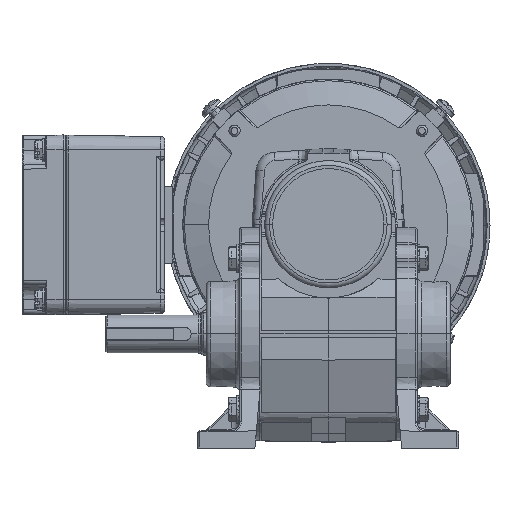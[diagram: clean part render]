
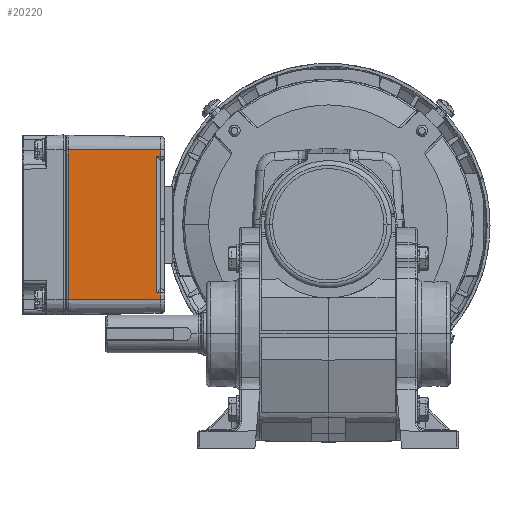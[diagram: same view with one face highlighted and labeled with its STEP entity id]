
A CAD part, top view. The second image highlights one B-rep face of the part: STEP entity #20220.
In plain terms, the highlighted face is planar.
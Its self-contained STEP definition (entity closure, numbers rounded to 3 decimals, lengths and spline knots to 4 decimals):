
#5559 = LINE ( 'NONE', #7621, #5561 ) ;
#5560 = LINE ( 'NONE', #7631, #5568 ) ;
#5561 = VECTOR ( 'NONE', #7622, 39.3701 ) ;
#5562 = LINE ( 'NONE', #7630, #5564 ) ;
#5563 = LINE ( 'NONE', #7635, #5566 ) ;
#5564 = VECTOR ( 'NONE', #7626, 39.3701 ) ;
#5565 = LINE ( 'NONE', #7643, #5573 ) ;
#5566 = VECTOR ( 'NONE', #7637, 39.3701 ) ;
#5567 = LINE ( 'NONE', #7639, #5570 ) ;
#5568 = VECTOR ( 'NONE', #7638, 39.3701 ) ;
#5570 = VECTOR ( 'NONE', #7640, 39.3701 ) ;
#5572 = LINE ( 'NONE', #7647, #5575 ) ;
#5573 = VECTOR ( 'NONE', #7636, 39.3701 ) ;
#5574 = LINE ( 'NONE', #7649, #5576 ) ;
#5575 = VECTOR ( 'NONE', #7648, 39.3701 ) ;
#5576 = VECTOR ( 'NONE', #7651, 39.3701 ) ;
#7621 = CARTESIAN_POINT ( 'NONE',  ( 2., 0., -1.0925 ) ) ;
#7622 = DIRECTION ( 'NONE',  ( 0.017, 1., 0. ) ) ;
#7626 = DIRECTION ( 'NONE',  ( 0., 0., 1. ) ) ;
#7630 = CARTESIAN_POINT ( 'NONE',  ( 1.9995, -0.0305, -1.0925 ) ) ;
#7631 = CARTESIAN_POINT ( 'NONE',  ( 1.9759, -1.381, 0.9375 ) ) ;
#7635 = CARTESIAN_POINT ( 'NONE',  ( 2., 0., 1.0925 ) ) ;
#7636 = DIRECTION ( 'NONE',  ( 0., 0., -1. ) ) ;
#7637 = DIRECTION ( 'NONE',  ( 0.017, 1., 0. ) ) ;
#7638 = DIRECTION ( 'NONE',  ( 0., 0., -1. ) ) ;
#7639 = CARTESIAN_POINT ( 'NONE',  ( 1.9759, -1.379, 0.9964 ) ) ;
#7640 = DIRECTION ( 'NONE',  ( 0.017, 1., -0.017 ) ) ;
#7643 = CARTESIAN_POINT ( 'NONE',  ( 1.9769, -1.321, -1.0925 ) ) ;
#7647 = CARTESIAN_POINT ( 'NONE',  ( 1.9749, -1.439, -1.0025 ) ) ;
#7648 = DIRECTION ( 'NONE',  ( -0.017, -1., -0.017 ) ) ;
#7649 = CARTESIAN_POINT ( 'NONE',  ( 1.9759, -1.381, -1.0925 ) ) ;
#7651 = DIRECTION ( 'NONE',  ( 0., 0., -1. ) ) ;
#18848 = CARTESIAN_POINT ( 'NONE',  ( 1.9759, -1.381, 1.0925 ) ) ;
#18850 = CARTESIAN_POINT ( 'NONE',  ( 1.9759, -1.381, 0.9965 ) ) ;
#18852 = CARTESIAN_POINT ( 'NONE',  ( 1.9995, -0.0305, 1.0925 ) ) ;
#18888 = CARTESIAN_POINT ( 'NONE',  ( 1.9759, -1.381, -1.0925 ) ) ;
#18894 = CARTESIAN_POINT ( 'NONE',  ( 1.9769, -1.321, 0.9954 ) ) ;
#18898 = CARTESIAN_POINT ( 'NONE',  ( 1.9769, -1.321, -1.0004 ) ) ;
#18900 = CARTESIAN_POINT ( 'NONE',  ( 1.9759, -1.381, -1.0015 ) ) ;
#18918 = CARTESIAN_POINT ( 'NONE',  ( 1.9995, -0.0305, -1.0925 ) ) ;
#20220 = ADVANCED_FACE ( 'NONE', ( #70564 ), #71477, .T. ) ;
#23133 = EDGE_CURVE ( 'NONE', #32690, #32740, #5559, .T. ) ;
#23135 = EDGE_CURVE ( 'NONE', #32740, #32626, #5562, .T. ) ;
#23136 = EDGE_CURVE ( 'NONE', #32620, #32626, #5563, .T. ) ;
#23137 = EDGE_CURVE ( 'NONE', #32620, #32624, #5560, .T. ) ;
#23138 = EDGE_CURVE ( 'NONE', #32624, #32701, #5567, .T. ) ;
#23140 = EDGE_CURVE ( 'NONE', #32701, #32707, #5565, .T. ) ;
#23141 = EDGE_CURVE ( 'NONE', #32707, #32709, #5572, .T. ) ;
#23143 = EDGE_CURVE ( 'NONE', #32709, #32690, #5574, .T. ) ;
#32620 = VERTEX_POINT ( 'NONE', #18848 ) ;
#32624 = VERTEX_POINT ( 'NONE', #18850 ) ;
#32626 = VERTEX_POINT ( 'NONE', #18852 ) ;
#32690 = VERTEX_POINT ( 'NONE', #18888 ) ;
#32701 = VERTEX_POINT ( 'NONE', #18894 ) ;
#32707 = VERTEX_POINT ( 'NONE', #18898 ) ;
#32709 = VERTEX_POINT ( 'NONE', #18900 ) ;
#32740 = VERTEX_POINT ( 'NONE', #18918 ) ;
#33250 = ORIENTED_EDGE ( 'NONE', *, *, #23133, .T. ) ;
#33252 = ORIENTED_EDGE ( 'NONE', *, *, #23135, .T. ) ;
#33254 = ORIENTED_EDGE ( 'NONE', *, *, #23136, .F. ) ;
#33256 = ORIENTED_EDGE ( 'NONE', *, *, #23137, .T. ) ;
#33259 = ORIENTED_EDGE ( 'NONE', *, *, #23138, .T. ) ;
#33261 = ORIENTED_EDGE ( 'NONE', *, *, #23140, .T. ) ;
#33263 = ORIENTED_EDGE ( 'NONE', *, *, #23141, .T. ) ;
#33265 = ORIENTED_EDGE ( 'NONE', *, *, #23143, .T. ) ;
#53410 = EDGE_LOOP ( 'NONE', ( #33250, #33252, #33254, #33256, #33259, #33261, #33263, #33265 ) ) ;
#70564 = FACE_OUTER_BOUND ( 'NONE', #53410, .T. ) ;
#71473 = CARTESIAN_POINT ( 'NONE',  ( 2., 0., -1.0925 ) ) ;
#71477 = PLANE ( 'NONE',  #84879 ) ;
#71480 = DIRECTION ( 'NONE',  ( 1., -0.017, 0. ) ) ;
#71481 = DIRECTION ( 'NONE',  ( 0.017, 1., 0. ) ) ;
#84879 = AXIS2_PLACEMENT_3D ( 'NONE', #71473, #71480, #71481 ) ;
